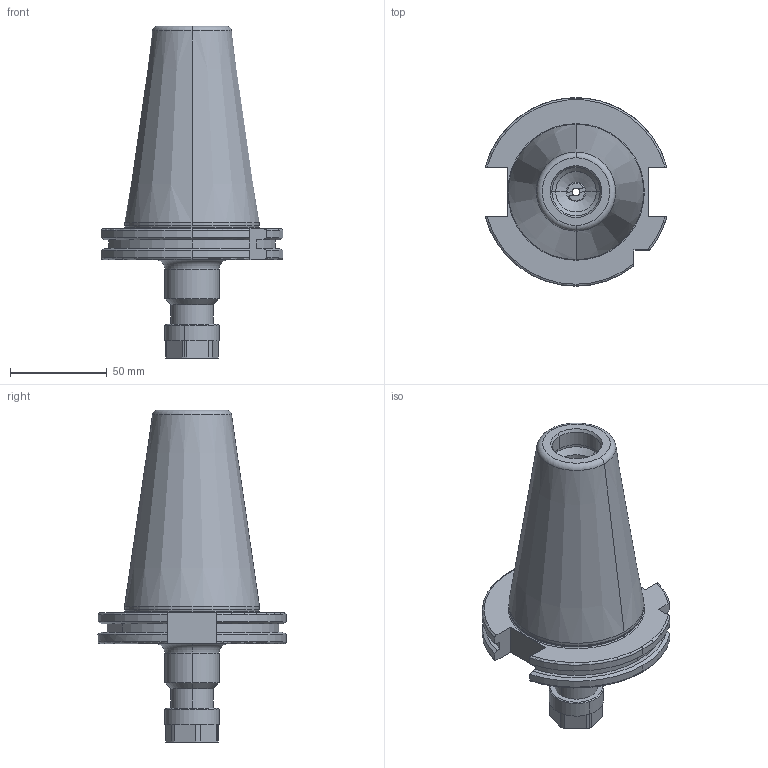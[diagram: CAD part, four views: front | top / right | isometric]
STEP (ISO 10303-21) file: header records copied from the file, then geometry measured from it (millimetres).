
FILE_DESCRIPTION (( 'STEP AP203' ), '1' );
FILE_NAME ('FWS501A-ERS16070.STEP', '2024-08-29T11:01:37', ( '' ), ( '' ), 'SwSTEP 2.0', 'SolidWorks 2024', '' );
FILE_SCHEMA (( 'CONFIG_CONTROL_DESIGN' ));
Length unit declared in the file: millimetre
Products named in the file (5): SK50CCHER16070WW; NUTER16; SCW716-20 UNF; FWS501A-ERS16070
Assembly tree (4 placements, depth 3):
  FWS501A-ERS16070
    SK50CCHER16070WW
      SK50CCHER16070WW
      NUTER16
      SCW716-20 UNF
Bounding box: 94.05 x 97.5 x 171.75 mm (x, y, z)
Volume: 346598.4 mm3; surface area: 52782.8 mm2
Topology: 3 solids, 3 shells, 163 faces, 405 edges, 255 vertices
Faces by surface type: cylinder 54, plane 52, cone 39, torus 18
Entity records: 5526 total; most frequent: CARTESIAN_POINT 1013, DIRECTION 907, ORIENTED_EDGE 810, EDGE_CURVE 405, AXIS2_PLACEMENT_3D 365, VERTEX_POINT 255, CIRCLE 194, VECTOR 177
